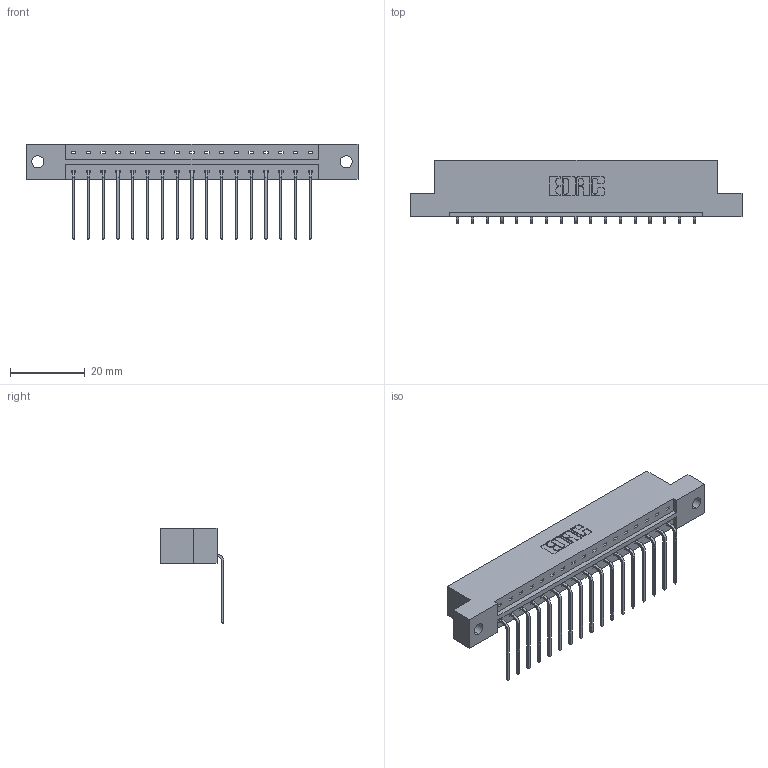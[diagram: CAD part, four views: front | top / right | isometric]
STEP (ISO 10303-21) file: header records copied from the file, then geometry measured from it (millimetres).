
FILE_DESCRIPTION (( 'STEP AP203' ), '1' );
FILE_NAME ('333-017-559-102.STEP', '2019-08-09T12:23:21', ( '' ), ( '' ), 'SwSTEP 2.0', 'SolidWorks 2016', '' );
FILE_SCHEMA (( 'CONFIG_CONTROL_DESIGN' ));
Length unit declared in the file: inch
Products named in the file (3): 345-292-001_558 559 Tail - 1; 333-017-559-102; 333 Part_Flush - .128 Dia
Assembly tree (18 placements, depth 2):
  333-017-559-102
    333 Part_Flush - .128 Dia
    345-292-001_558 559 Tail - 1  x17
Bounding box: 88.9 x 17.09 x 25.53 mm (x, y, z)
Volume: 8750.8 mm3; surface area: 9379.6 mm2
Topology: 18 solids, 18 shells, 1134 faces, 3405 edges, 2246 vertices
Faces by surface type: plane 818, cylinder 316
Entity records: 13713 total; most frequent: CARTESIAN_POINT 2377, ORIENTED_EDGE 2330, DIRECTION 2055, EDGE_CURVE 1165, LINE 1037, VECTOR 1037, VERTEX_POINT 774, AXIS2_PLACEMENT_3D 509
